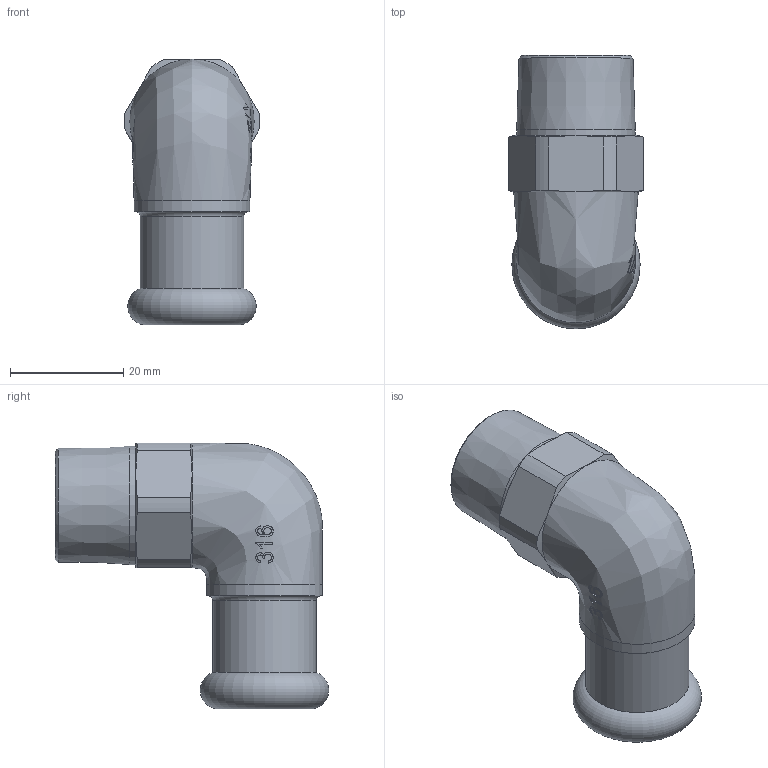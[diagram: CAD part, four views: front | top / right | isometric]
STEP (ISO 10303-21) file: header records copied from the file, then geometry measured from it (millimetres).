
FILE_DESCRIPTION(/* description */ ('Gomito 90° filettato maschio 1/2"x15 (Microfuso) / Elbow adapter 90° with male thread 1/2"x15 (casting)'),/* implementation_level */ '2;1');
FILE_NAME(/* name */ '197102015_Inoxpres.stp',/* time_stamp */ '2022-10-12T16:37:15+02:00',/* author */ ('Vault'),/* organization */ ('Raccorderie metalliche s.p.a. '),/* preprocessor_version */ 'ST-DEVELOPER v18.1',/* originating_system */ 'Autodesk Inventor 2020',/* authorisation */ 'Raccorderie metalliche s.p.a. ');
FILE_SCHEMA (('AUTOMOTIVE_DESIGN { 1 0 10303 214 3 1 1 }'));
Length unit declared in the file: millimetre
Products named in the file (1): 197102015_Inoxpres
Bounding box: 23.98 x 48.35 x 47 mm (x, y, z)
Volume: 11123 mm3; surface area: 8440.6 mm2
Topology: 1 solids, 1 shells, 172 faces, 469 edges, 313 vertices
Faces by surface type: plane 69, bspline 69, cylinder 14, cone 14, torus 6
Full cylindrical faces by diameter (mm): 13 x1, 15.3 x1, 15.7 x2, 16 x1, 18.3 x1, 20.5 x1, 20.955 x1
Entity records: 7954 total; most frequent: CARTESIAN_POINT 4203, ORIENTED_EDGE 938, DIRECTION 502, EDGE_CURVE 469, VERTEX_POINT 313, B_SPLINE_CURVE_WITH_KNOTS 230, EDGE_LOOP 188, AXIS2_PLACEMENT_3D 183
